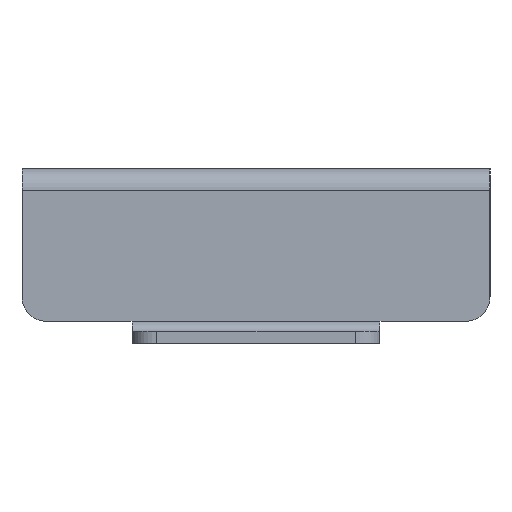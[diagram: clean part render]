
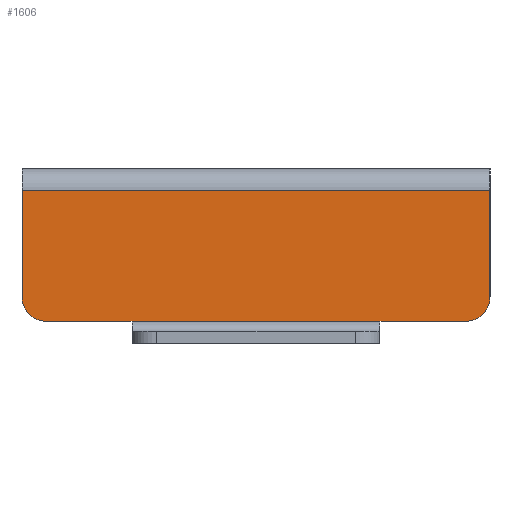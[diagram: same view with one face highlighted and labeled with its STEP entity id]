
A CAD part, left-side view. The second image highlights one B-rep face of the part: STEP entity #1606.
In plain terms, the highlighted planar face has unit normal (-1, 0, 0).
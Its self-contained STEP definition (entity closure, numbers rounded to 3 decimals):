
#70=PLANE('',#1757);
#151=FACE_OUTER_BOUND('',#239,.T.);
#239=EDGE_LOOP('',(#1458,#1459,#1460,#1461,#1462,#1463,#1464,#1465));
#358=LINE('',#2530,#534);
#364=LINE('',#2544,#540);
#407=LINE('',#2649,#583);
#416=LINE('',#2675,#592);
#417=LINE('',#2676,#593);
#418=LINE('',#2677,#594);
#534=VECTOR('',#2056,10.);
#540=VECTOR('',#2068,10.);
#583=VECTOR('',#2173,10.);
#592=VECTOR('',#2200,10.);
#593=VECTOR('',#2201,10.);
#594=VECTOR('',#2202,10.);
#635=CIRCLE('',#1713,0.5);
#651=CIRCLE('',#1756,0.5);
#758=VERTEX_POINT('',#2523);
#759=VERTEX_POINT('',#2525);
#760=VERTEX_POINT('',#2529);
#765=VERTEX_POINT('',#2542);
#796=VERTEX_POINT('',#2648);
#802=VERTEX_POINT('',#2668);
#803=VERTEX_POINT('',#2670);
#804=VERTEX_POINT('',#2674);
#954=EDGE_CURVE('',#759,#758,#635,.T.);
#956=EDGE_CURVE('',#759,#760,#358,.T.);
#964=EDGE_CURVE('',#758,#765,#364,.T.);
#1017=EDGE_CURVE('',#760,#796,#407,.T.);
#1028=EDGE_CURVE('',#802,#803,#651,.T.);
#1030=EDGE_CURVE('',#804,#765,#416,.T.);
#1031=EDGE_CURVE('',#803,#804,#417,.T.);
#1032=EDGE_CURVE('',#802,#796,#418,.T.);
#1458=ORIENTED_EDGE('',*,*,#1030,.F.);
#1459=ORIENTED_EDGE('',*,*,#1031,.F.);
#1460=ORIENTED_EDGE('',*,*,#1028,.F.);
#1461=ORIENTED_EDGE('',*,*,#1032,.T.);
#1462=ORIENTED_EDGE('',*,*,#1017,.F.);
#1463=ORIENTED_EDGE('',*,*,#956,.F.);
#1464=ORIENTED_EDGE('',*,*,#954,.T.);
#1465=ORIENTED_EDGE('',*,*,#964,.T.);
#1606=ADVANCED_FACE('',(#151),#70,.T.);
#1713=AXIS2_PLACEMENT_3D('',#2526,#2051,#2052);
#1756=AXIS2_PLACEMENT_3D('',#2671,#2195,#2196);
#1757=AXIS2_PLACEMENT_3D('',#2673,#2198,#2199);
#2051=DIRECTION('center_axis',(-1.,0.,0.));
#2052=DIRECTION('ref_axis',(0.,0.707,-0.707));
#2056=DIRECTION('',(0.,0.,1.));
#2068=DIRECTION('',(0.,-1.,0.));
#2173=DIRECTION('',(0.,-1.,0.));
#2195=DIRECTION('center_axis',(1.,0.,0.));
#2196=DIRECTION('ref_axis',(0.,-0.707,-0.707));
#2198=DIRECTION('center_axis',(-1.,0.,0.));
#2199=DIRECTION('ref_axis',(0.,0.,1.));
#2200=DIRECTION('',(0.,1.,0.));
#2201=DIRECTION('',(0.,1.,0.));
#2202=DIRECTION('',(0.,0.,1.));
#2523=CARTESIAN_POINT('',(-10.6,9.03,0.45));
#2525=CARTESIAN_POINT('',(-10.6,9.53,0.95));
#2526=CARTESIAN_POINT('Origin',(-10.6,9.03,0.95));
#2529=CARTESIAN_POINT('',(-10.6,9.53,3.11));
#2530=CARTESIAN_POINT('',(-10.6,9.53,0.45));
#2542=CARTESIAN_POINT('',(-10.6,7.29,0.45));
#2544=CARTESIAN_POINT('',(-10.6,9.53,0.45));
#2648=CARTESIAN_POINT('',(-10.6,0.,3.11));
#2649=CARTESIAN_POINT('',(-10.6,9.53,3.11));
#2668=CARTESIAN_POINT('',(-10.6,0.,0.95));
#2670=CARTESIAN_POINT('',(-10.6,0.5,0.45));
#2671=CARTESIAN_POINT('Origin',(-10.6,0.5,0.95));
#2673=CARTESIAN_POINT('Origin',(-10.6,0.,0.45));
#2674=CARTESIAN_POINT('',(-10.6,2.24,0.45));
#2675=CARTESIAN_POINT('',(-10.6,0.,0.45));
#2676=CARTESIAN_POINT('',(-10.6,0.,0.45));
#2677=CARTESIAN_POINT('',(-10.6,0.,0.45));
